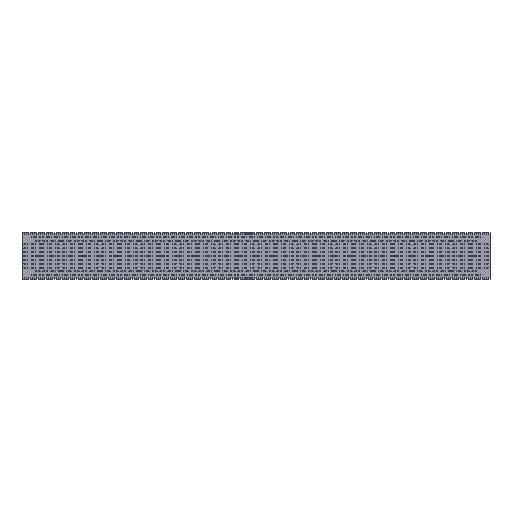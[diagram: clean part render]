
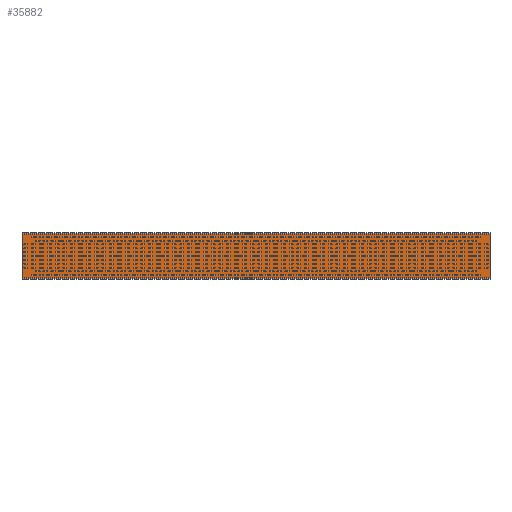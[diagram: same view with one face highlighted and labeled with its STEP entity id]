
A CAD part, top view. The second image highlights one B-rep face of the part: STEP entity #35882.
In plain terms, the highlighted planar face has unit normal (0, 0, 1).
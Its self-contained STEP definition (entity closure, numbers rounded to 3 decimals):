
#2470=FACE_OUTER_BOUND('',#4106,.T.);
#4106=EDGE_LOOP('',(#30314,#30315,#30316,#30317));
#6462=LINE('',#64538,#9610);
#6488=LINE('',#64634,#9636);
#6493=LINE('',#64647,#9641);
#6499=LINE('',#64670,#9647);
#9610=VECTOR('',#51011,1.);
#9636=VECTOR('',#51107,1.);
#9641=VECTOR('',#51120,1.);
#9647=VECTOR('',#51148,1.);
#17509=VERTEX_POINT('',#64535);
#17510=VERTEX_POINT('',#64537);
#17545=VERTEX_POINT('',#64632);
#17549=VERTEX_POINT('',#64646);
#23802=EDGE_CURVE('',#17510,#17509,#6462,.T.);
#23851=EDGE_CURVE('',#17545,#17509,#6488,.F.);
#23857=EDGE_CURVE('',#17549,#17510,#6493,.T.);
#23869=EDGE_CURVE('',#17549,#17545,#6499,.T.);
#30314=ORIENTED_EDGE('',*,*,#23851,.F.);
#30315=ORIENTED_EDGE('',*,*,#23869,.F.);
#30316=ORIENTED_EDGE('',*,*,#23857,.T.);
#30317=ORIENTED_EDGE('',*,*,#23802,.T.);
#34246=PLANE('',#42324);
#35882=ADVANCED_FACE('',(#2470),#34246,.T.);
#42324=AXIS2_PLACEMENT_3D('',#64706,#51192,#51193);
#51011=DIRECTION('',(0.,1.,0.));
#51107=DIRECTION('',(-1.,0.,0.));
#51120=DIRECTION('',(1.,0.,0.));
#51148=DIRECTION('',(0.,1.,0.));
#51192=DIRECTION('center_axis',(0.,0.,1.));
#51193=DIRECTION('ref_axis',(1.,0.,0.));
#64535=CARTESIAN_POINT('',(3106.694,155.764,-23.));
#64537=CARTESIAN_POINT('',(3106.694,-136.236,-23.));
#64538=CARTESIAN_POINT('',(3106.694,9.764,-23.));
#64632=CARTESIAN_POINT('',(76.694,155.764,-23.));
#64634=CARTESIAN_POINT('',(1591.694,155.764,-23.));
#64646=CARTESIAN_POINT('',(76.694,-136.236,-23.));
#64647=CARTESIAN_POINT('',(1591.694,-136.236,-23.));
#64670=CARTESIAN_POINT('',(76.694,9.764,-23.));
#64706=CARTESIAN_POINT('Origin',(1591.694,9.764,-23.));
